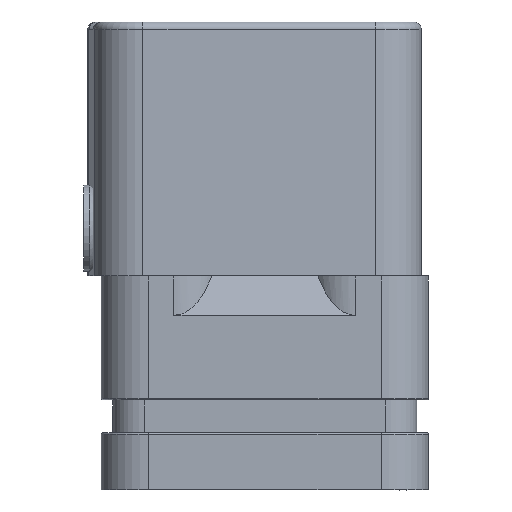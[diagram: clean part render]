
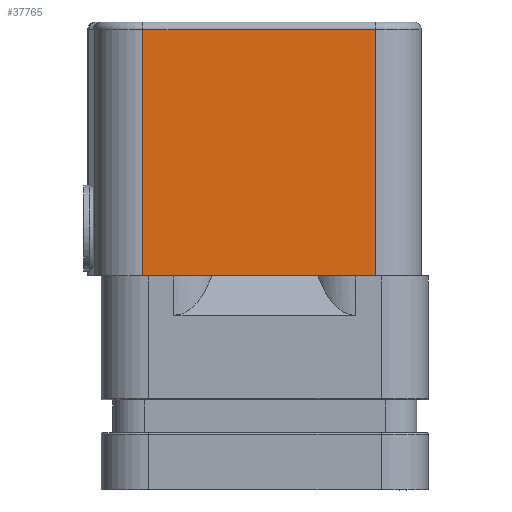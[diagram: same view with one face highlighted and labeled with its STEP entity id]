
A CAD part, front view. The second image highlights one B-rep face of the part: STEP entity #37765.
In plain terms, the highlighted planar face has unit normal (0.029, -1, 0).
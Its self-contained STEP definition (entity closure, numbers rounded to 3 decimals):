
#169=DIRECTION('',(-1.,-0.029,0.));
#170=VECTOR('',#169,0.704);
#171=CARTESIAN_POINT('',(-196.048,-42.878,
-9.741));
#172=LINE('',#171,#170);
#341=DIRECTION('',(1.,0.029,0.));
#342=VECTOR('',#341,1.627);
#343=CARTESIAN_POINT('',(-198.378,-42.945,
-9.741));
#344=LINE('',#343,#342);
#345=DIRECTION('',(1.,0.029,0.));
#346=VECTOR('',#345,9.92);
#347=CARTESIAN_POINT('',(-196.048,-42.878,
-9.741));
#348=LINE('',#347,#346);
#353=DIRECTION('',(0.,0.,1.));
#354=VECTOR('',#353,15.7);
#355=CARTESIAN_POINT('',(-198.378,-42.945,
-9.741));
#356=LINE('',#355,#354);
#3550=DIRECTION('',(1.,0.029,0.));
#3551=VECTOR('',#3550,2.602);
#3552=CARTESIAN_POINT('',(-186.133,-42.59,
-9.741));
#3553=LINE('',#3552,#3551);
#4444=DIRECTION('',(1.,0.029,0.));
#4445=VECTOR('',#4444,14.852);
#4446=CARTESIAN_POINT('',(-198.378,-42.945,
5.959));
#4447=LINE('',#4446,#4445);
#4481=DIRECTION('',(0.,0.,-1.));
#4482=VECTOR('',#4481,15.7);
#4483=CARTESIAN_POINT('',(-183.532,-42.515,
5.959));
#4484=LINE('',#4483,#4482);
#35543=CARTESIAN_POINT('',(-198.378,-42.945,
5.959));
#35544=VERTEX_POINT('',#35543);
#35551=CARTESIAN_POINT('',(-183.532,-42.515,
5.959));
#35552=VERTEX_POINT('',#35551);
#35553=CARTESIAN_POINT('',(-198.378,-42.945,
-9.741));
#35554=VERTEX_POINT('',#35553);
#36079=CARTESIAN_POINT('',(-196.048,-42.878,
-9.741));
#36081=VERTEX_POINT('',#36079);
#36083=CARTESIAN_POINT('',(-196.751,-42.898,
-9.741));
#36084=VERTEX_POINT('',#36083);
#36339=CARTESIAN_POINT('',(-183.532,-42.515,
-9.741));
#36340=VERTEX_POINT('',#36339);
#36341=CARTESIAN_POINT('',(-186.133,-42.59,
-9.741));
#36342=VERTEX_POINT('',#36341);
#37747=CARTESIAN_POINT('',(-190.747,-42.724,
4.709));
#37748=DIRECTION('',(-0.029,1.,0.));
#37749=DIRECTION('',(0.,0.,1.));
#37750=AXIS2_PLACEMENT_3D('',#37747,#37748,#37749);
#37751=PLANE('',#37750);
#37752=ORIENTED_EDGE('',*,*,#37660,.T.);
#37753=ORIENTED_EDGE('',*,*,#37576,.F.);
#37755=ORIENTED_EDGE('',*,*,#37754,.T.);
#37757=ORIENTED_EDGE('',*,*,#37756,.T.);
#37759=ORIENTED_EDGE('',*,*,#37758,.T.);
#37761=ORIENTED_EDGE('',*,*,#37760,.F.);
#37762=ORIENTED_EDGE('',*,*,#37523,.F.);
#37763=EDGE_LOOP('',(#37752,#37753,#37755,#37757,#37759,#37761,#37762));
#37764=FACE_OUTER_BOUND('',#37763,.F.);
#37765=ADVANCED_FACE('',(#37764),#37751,.F.);
#37523=EDGE_CURVE('',#36081,#36342,#348,.T.);
#37576=EDGE_CURVE('',#35554,#36084,#344,.T.);
#37660=EDGE_CURVE('',#36081,#36084,#172,.T.);
#37754=EDGE_CURVE('',#35554,#35544,#356,.T.);
#37756=EDGE_CURVE('',#35544,#35552,#4447,.T.);
#37758=EDGE_CURVE('',#35552,#36340,#4484,.T.);
#37760=EDGE_CURVE('',#36342,#36340,#3553,.T.);
